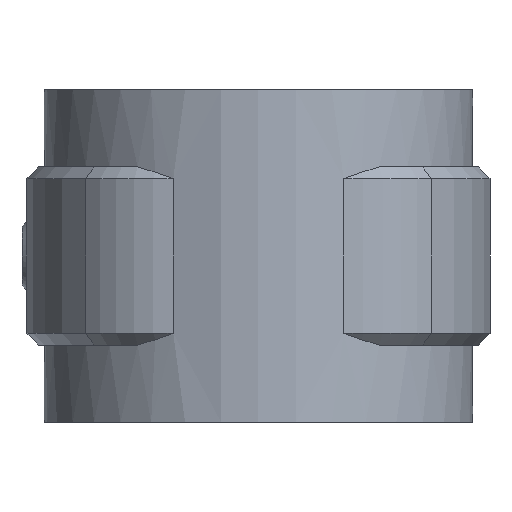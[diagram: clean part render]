
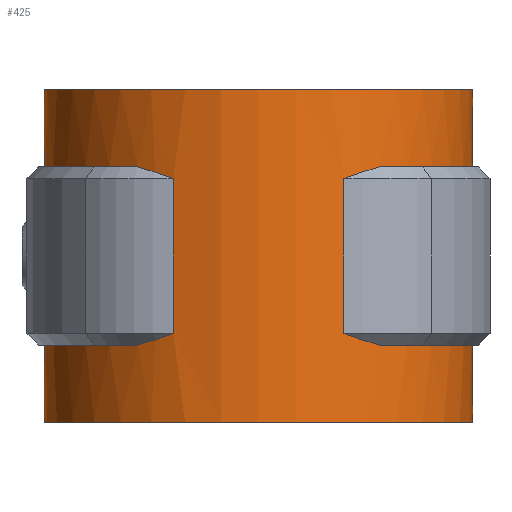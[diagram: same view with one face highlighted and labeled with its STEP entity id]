
A CAD part, front view. The second image highlights one B-rep face of the part: STEP entity #425.
In plain terms, the highlighted cylindrical face has radius 18.035 mm (diameter 36.07 mm), a partial arc.
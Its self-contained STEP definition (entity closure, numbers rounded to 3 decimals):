
#425 = ADVANCED_FACE( '', ( #820 ), #821, .T. );
#820 = FACE_OUTER_BOUND( '', #1709, .T. );
#821 = CYLINDRICAL_SURFACE( '', #1710, 18.035 );
#1709 = EDGE_LOOP( '', ( #3469, #3470, #3471, #3472, #3473, #3474, #3475, #3476, #3477, #3478, #3479, #3480, #3481, #3482, #3483, #3484 ) );
#1710 = AXIS2_PLACEMENT_3D( '', #3485, #3486, #3487 );
#3469 = ORIENTED_EDGE( '', *, *, #6194, .F. );
#3470 = ORIENTED_EDGE( '', *, *, #6191, .T. );
#3471 = ORIENTED_EDGE( '', *, *, #6195, .T. );
#3472 = ORIENTED_EDGE( '', *, *, #6196, .T. );
#3473 = ORIENTED_EDGE( '', *, *, #6197, .T. );
#3474 = ORIENTED_EDGE( '', *, *, #6198, .T. );
#3475 = ORIENTED_EDGE( '', *, *, #6199, .T. );
#3476 = ORIENTED_EDGE( '', *, *, #6123, .F. );
#3477 = ORIENTED_EDGE( '', *, *, #6200, .T. );
#3478 = ORIENTED_EDGE( '', *, *, #6201, .T. );
#3479 = ORIENTED_EDGE( '', *, *, #6202, .T. );
#3480 = ORIENTED_EDGE( '', *, *, #6203, .T. );
#3481 = ORIENTED_EDGE( '', *, *, #6204, .F. );
#3482 = ORIENTED_EDGE( '', *, *, #6117, .F. );
#3483 = ORIENTED_EDGE( '', *, *, #6115, .F. );
#3484 = ORIENTED_EDGE( '', *, *, #6205, .T. );
#3485 = CARTESIAN_POINT( '', ( 0., 0., -26.5 ) );
#3486 = DIRECTION( '', ( 0., 0., -1. ) );
#3487 = DIRECTION( '', ( 0., -1., 0. ) );
#6115 = EDGE_CURVE( '', #7124, #7107, #7126, .T. );
#6117 = EDGE_CURVE( '', #7107, #7129, #7130, .T. );
#6123 = EDGE_CURVE( '', #7139, #7141, #7142, .T. );
#6191 = EDGE_CURVE( '', #7263, #7261, #7264, .T. );
#6194 = EDGE_CURVE( '', #7263, #7267, #7268, .T. );
#6195 = EDGE_CURVE( '', #7261, #7269, #7270, .T. );
#6196 = EDGE_CURVE( '', #7269, #7271, #7272, .T. );
#6197 = EDGE_CURVE( '', #7271, #7273, #7274, .T. );
#6198 = EDGE_CURVE( '', #7273, #7275, #7276, .T. );
#6199 = EDGE_CURVE( '', #7275, #7141, #7277, .T. );
#6200 = EDGE_CURVE( '', #7139, #7278, #7279, .T. );
#6201 = EDGE_CURVE( '', #7278, #7280, #7281, .T. );
#6202 = EDGE_CURVE( '', #7280, #7282, #7283, .F. );
#6203 = EDGE_CURVE( '', #7282, #7284, #7285, .T. );
#6204 = EDGE_CURVE( '', #7129, #7284, #7286, .T. );
#6205 = EDGE_CURVE( '', #7124, #7267, #7287, .T. );
#7107 = VERTEX_POINT( '', #9369 );
#7124 = VERTEX_POINT( '', #9391 );
#7126 = CIRCLE( '', #9394, 18.035 );
#7129 = VERTEX_POINT( '', #9398 );
#7130 = LINE( '', #9399, #9400 );
#7139 = VERTEX_POINT( '', #9417 );
#7141 = VERTEX_POINT( '', #9420 );
#7142 = LINE( '', #9421, #9422 );
#7261 = VERTEX_POINT( '', #9744 );
#7263 = VERTEX_POINT( '', #9746 );
#7264 = B_SPLINE_CURVE_WITH_KNOTS( '', 3, ( #9747, #9748, #9749, #9750 ), .UNSPECIFIED., .F., .F., ( 4, 4 ), ( 0., 0.004 ), .UNSPECIFIED. );
#7267 = VERTEX_POINT( '', #9754 );
#7268 = CIRCLE( '', #9755, 18.035 );
#7269 = VERTEX_POINT( '', #9756 );
#7270 = LINE( '', #9757, #9758 );
#7271 = VERTEX_POINT( '', #9759 );
#7272 = B_SPLINE_CURVE_WITH_KNOTS( '', 3, ( #9760, #9761, #9762, #9763 ), .UNSPECIFIED., .F., .F., ( 4, 4 ), ( 0., 0.004 ), .UNSPECIFIED. );
#7273 = VERTEX_POINT( '', #9764 );
#7274 = CIRCLE( '', #9765, 18.035 );
#7275 = VERTEX_POINT( '', #9766 );
#7276 = LINE( '', #9767, #9768 );
#7277 = CIRCLE( '', #9769, 18.035 );
#7278 = VERTEX_POINT( '', #9770 );
#7279 = CIRCLE( '', #9771, 18.035 );
#7280 = VERTEX_POINT( '', #9772 );
#7281 = B_SPLINE_CURVE_WITH_KNOTS( '', 3, ( #9773, #9774, #9775, #9776 ), .UNSPECIFIED., .F., .F., ( 4, 4 ), ( 0., 0.004 ), .UNSPECIFIED. );
#7282 = VERTEX_POINT( '', #9777 );
#7283 = LINE( '', #9778, #9779 );
#7284 = VERTEX_POINT( '', #9780 );
#7285 = B_SPLINE_CURVE_WITH_KNOTS( '', 3, ( #9781, #9782, #9783, #9784 ), .UNSPECIFIED., .F., .F., ( 4, 4 ), ( 0., 0.004 ), .UNSPECIFIED. );
#7286 = CIRCLE( '', #9785, 18.035 );
#7287 = LINE( '', #9786, #9787 );
#9369 = CARTESIAN_POINT( '', ( -6.1, 16.972, -26.5 ) );
#9391 = CARTESIAN_POINT( '', ( 6.1, 16.972, -26.5 ) );
#9394 = AXIS2_PLACEMENT_3D( '', #12166, #12167, #12168 );
#9398 = CARTESIAN_POINT( '', ( -6.1, 16.972, -20. ) );
#9399 = CARTESIAN_POINT( '', ( -6.1, 16.972, -26.5 ) );
#9400 = VECTOR( '', #12170, 1000. );
#9417 = CARTESIAN_POINT( '', ( -6.1, 16.972, -5. ) );
#9420 = CARTESIAN_POINT( '', ( -6.1, 16.972, 1.5 ) );
#9421 = CARTESIAN_POINT( '', ( -6.1, 16.972, -26.5 ) );
#9422 = VECTOR( '', #12174, 1000. );
#9744 = CARTESIAN_POINT( '', ( 7.172, -16.547, -19. ) );
#9746 = CARTESIAN_POINT( '', ( 10.17, -14.894, -20. ) );
#9747 = CARTESIAN_POINT( '', ( 10.17, -14.894, -20. ) );
#9748 = CARTESIAN_POINT( '', ( 9.206, -15.553, -19.74 ) );
#9749 = CARTESIAN_POINT( '', ( 8.207, -16.099, -19.398 ) );
#9750 = CARTESIAN_POINT( '', ( 7.172, -16.547, -19. ) );
#9754 = CARTESIAN_POINT( '', ( 6.1, 16.972, -20. ) );
#9755 = AXIS2_PLACEMENT_3D( '', #12272, #12273, #12274 );
#9756 = CARTESIAN_POINT( '', ( 7.172, -16.547, -6. ) );
#9757 = CARTESIAN_POINT( '', ( 7.172, -16.547, -12.5 ) );
#9758 = VECTOR( '', #12275, 1000. );
#9759 = CARTESIAN_POINT( '', ( 10.17, -14.894, -5. ) );
#9760 = CARTESIAN_POINT( '', ( 7.172, -16.547, -6. ) );
#9761 = CARTESIAN_POINT( '', ( 8.207, -16.099, -5.602 ) );
#9762 = CARTESIAN_POINT( '', ( 9.206, -15.553, -5.26 ) );
#9763 = CARTESIAN_POINT( '', ( 10.17, -14.894, -5. ) );
#9764 = CARTESIAN_POINT( '', ( 6.1, 16.972, -5. ) );
#9765 = AXIS2_PLACEMENT_3D( '', #12276, #12277, #12278 );
#9766 = CARTESIAN_POINT( '', ( 6.1, 16.972, 1.5 ) );
#9767 = CARTESIAN_POINT( '', ( 6.1, 16.972, -26.5 ) );
#9768 = VECTOR( '', #12279, 1000. );
#9769 = AXIS2_PLACEMENT_3D( '', #12280, #12281, #12282 );
#9770 = CARTESIAN_POINT( '', ( -10.17, -14.894, -5. ) );
#9771 = AXIS2_PLACEMENT_3D( '', #12283, #12284, #12285 );
#9772 = CARTESIAN_POINT( '', ( -7.172, -16.547, -6. ) );
#9773 = CARTESIAN_POINT( '', ( -10.17, -14.894, -5. ) );
#9774 = CARTESIAN_POINT( '', ( -9.206, -15.553, -5.26 ) );
#9775 = CARTESIAN_POINT( '', ( -8.207, -16.099, -5.602 ) );
#9776 = CARTESIAN_POINT( '', ( -7.172, -16.547, -6. ) );
#9777 = CARTESIAN_POINT( '', ( -7.172, -16.547, -19. ) );
#9778 = CARTESIAN_POINT( '', ( -7.172, -16.547, -12.5 ) );
#9779 = VECTOR( '', #12286, 1000. );
#9780 = CARTESIAN_POINT( '', ( -10.17, -14.894, -20. ) );
#9781 = CARTESIAN_POINT( '', ( -7.172, -16.547, -19. ) );
#9782 = CARTESIAN_POINT( '', ( -8.207, -16.099, -19.398 ) );
#9783 = CARTESIAN_POINT( '', ( -9.206, -15.553, -19.74 ) );
#9784 = CARTESIAN_POINT( '', ( -10.17, -14.894, -20. ) );
#9785 = AXIS2_PLACEMENT_3D( '', #12287, #12288, #12289 );
#9786 = CARTESIAN_POINT( '', ( 6.1, 16.972, -26.5 ) );
#9787 = VECTOR( '', #12290, 1000. );
#12166 = CARTESIAN_POINT( '', ( 0., 0., -26.5 ) );
#12167 = DIRECTION( '', ( 0., 0., -1. ) );
#12168 = DIRECTION( '', ( 1., 0., 0. ) );
#12170 = DIRECTION( '', ( 0., 0., 1. ) );
#12174 = DIRECTION( '', ( 0., 0., 1. ) );
#12272 = CARTESIAN_POINT( '', ( 0., 0., -20. ) );
#12273 = DIRECTION( '', ( 0., 0., 1. ) );
#12274 = DIRECTION( '', ( 1., 0., 0. ) );
#12275 = DIRECTION( '', ( 0., 0., 1. ) );
#12276 = CARTESIAN_POINT( '', ( 0., 0., -5. ) );
#12277 = DIRECTION( '', ( 0., 0., 1. ) );
#12278 = DIRECTION( '', ( 1., 0., 0. ) );
#12279 = DIRECTION( '', ( 0., 0., 1. ) );
#12280 = CARTESIAN_POINT( '', ( 0., 0., 1.5 ) );
#12281 = DIRECTION( '', ( 0., 0., -1. ) );
#12282 = DIRECTION( '', ( 1., 0., 0. ) );
#12283 = CARTESIAN_POINT( '', ( 0., 0., -5. ) );
#12284 = DIRECTION( '', ( 0., 0., 1. ) );
#12285 = DIRECTION( '', ( 1., 0., 0. ) );
#12286 = DIRECTION( '', ( 0., 0., 1. ) );
#12287 = CARTESIAN_POINT( '', ( 0., 0., -20. ) );
#12288 = DIRECTION( '', ( 0., 0., 1. ) );
#12289 = DIRECTION( '', ( 1., 0., 0. ) );
#12290 = DIRECTION( '', ( 0., 0., 1. ) );
